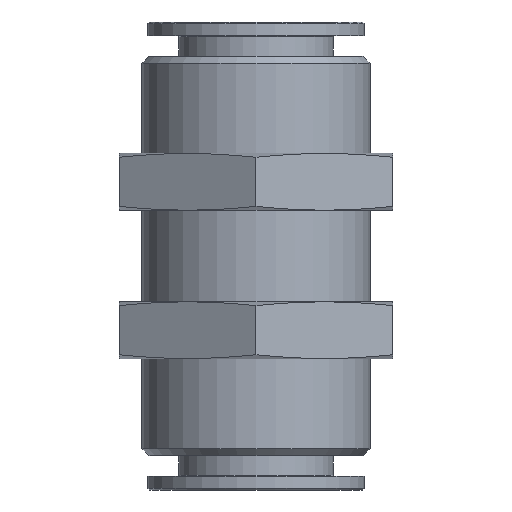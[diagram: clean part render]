
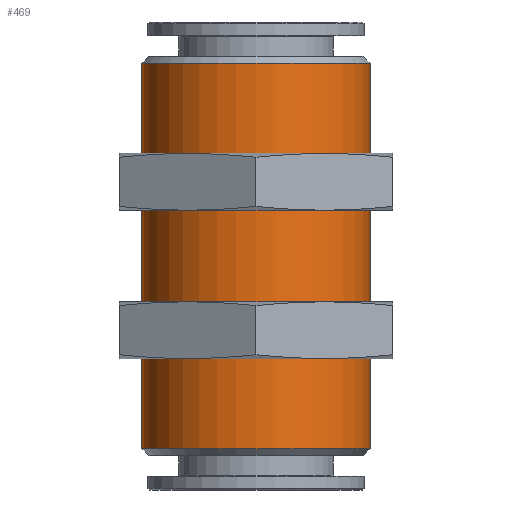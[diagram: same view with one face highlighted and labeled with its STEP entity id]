
A CAD part, front view. The second image highlights one B-rep face of the part: STEP entity #469.
In plain terms, the highlighted cylindrical face has radius 10 mm (diameter 20 mm), a full revolution.
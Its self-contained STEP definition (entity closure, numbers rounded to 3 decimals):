
#74=CYLINDRICAL_SURFACE('',#538,10.);
#87=ORIENTED_EDGE('',*,*,#186,.F.);
#88=ORIENTED_EDGE('',*,*,#183,.T.);
#183=EDGE_CURVE('',#233,#233,#277,.T.);
#186=EDGE_CURVE('',#236,#236,#280,.T.);
#233=VERTEX_POINT('',#765);
#236=VERTEX_POINT('',#772);
#277=CIRCLE('',#533,10.);
#280=CIRCLE('',#537,10.);
#313=EDGE_LOOP('',(#87));
#314=EDGE_LOOP('',(#88));
#385=FACE_BOUND('',#313,.T.);
#386=FACE_BOUND('',#314,.T.);
#469=ADVANCED_FACE('',(#385,#386),#74,.T.);
#533=AXIS2_PLACEMENT_3D('',#764,#610,#611);
#537=AXIS2_PLACEMENT_3D('',#771,#618,#619);
#538=AXIS2_PLACEMENT_3D('',#773,#620,#621);
#610=DIRECTION('',(0.,0.,-1.));
#611=DIRECTION('',(-1.,0.,0.));
#618=DIRECTION('',(0.,0.,-1.));
#619=DIRECTION('',(-1.,0.,0.));
#620=DIRECTION('',(0.,0.,-1.));
#621=DIRECTION('',(-1.,0.,0.));
#764=CARTESIAN_POINT('',(0.,0.,37.387));
#765=CARTESIAN_POINT('',(-10.,0.,37.387));
#771=CARTESIAN_POINT('',(0.,0.,3.614));
#772=CARTESIAN_POINT('',(-10.,0.,3.614));
#773=CARTESIAN_POINT('',(0.,0.,3.));
